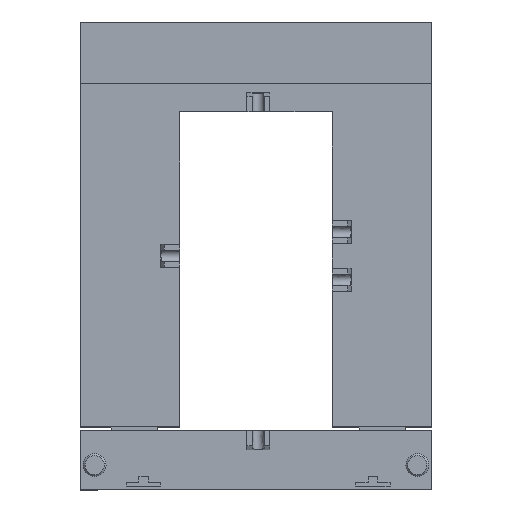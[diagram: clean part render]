
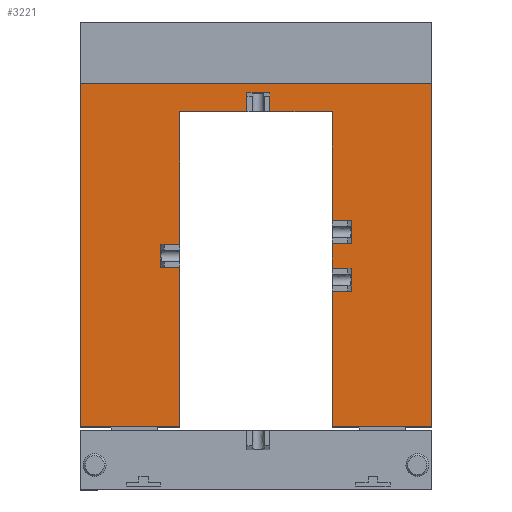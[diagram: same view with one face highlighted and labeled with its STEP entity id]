
A CAD part, top view. The second image highlights one B-rep face of the part: STEP entity #3221.
In plain terms, the highlighted free-form (B-spline) face has degree [1, 1] with [2, 2] control points.
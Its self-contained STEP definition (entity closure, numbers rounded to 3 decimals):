
#1754=CARTESIAN_POINT('',(92.,33.,26.));
#1755=VERTEX_POINT('',#1754);
#1762=CARTESIAN_POINT('',(40.,33.,26.0));
#1763=VERTEX_POINT('',#1762);
#1764=CARTESIAN_POINT('',(40.,33.,26.0));
#1765=DIRECTION('',(1.0,0.0,0.0));
#1766=VECTOR('',#1765,52.);
#1767=LINE('',#1764,#1766);
#1768=EDGE_CURVE('',#1763,#1755,#1767,.T.);
#1803=CARTESIAN_POINT('',(-40.,33.,26.0));
#1804=VERTEX_POINT('',#1803);
#1811=CARTESIAN_POINT('',(-92.,33.,26.));
#1812=VERTEX_POINT('',#1811);
#1813=CARTESIAN_POINT('',(-92.,33.,26.0));
#1814=DIRECTION('',(1.0,0.0,0.0));
#1815=VECTOR('',#1814,52.);
#1816=LINE('',#1813,#1815);
#1817=EDGE_CURVE('',#1812,#1804,#1816,.T.);
#1843=CARTESIAN_POINT('',(40.,197.999,26.0));
#1844=VERTEX_POINT('',#1843);
#1858=CARTESIAN_POINT('',(40.,103.999,26.0));
#1859=VERTEX_POINT('',#1858);
#1860=CARTESIAN_POINT('',(40.,103.999,26.0));
#1861=DIRECTION('',(0.0,-1.0,0.0));
#1862=VECTOR('',#1861,71.);
#1863=LINE('',#1860,#1862);
#1864=EDGE_CURVE('',#1859,#1763,#1863,.T.);
#1915=CARTESIAN_POINT('',(40.,115.999,26.0));
#1916=VERTEX_POINT('',#1915);
#1923=CARTESIAN_POINT('',(40.,129.,26.0));
#1924=VERTEX_POINT('',#1923);
#1925=CARTESIAN_POINT('',(40.,129.,26.0));
#1926=DIRECTION('',(0.0,-1.0,0.0));
#1927=VECTOR('',#1926,13.);
#1928=LINE('',#1925,#1927);
#1929=EDGE_CURVE('',#1924,#1916,#1928,.T.);
#1980=CARTESIAN_POINT('',(40.,141.,26.0));
#1981=VERTEX_POINT('',#1980);
#1988=CARTESIAN_POINT('',(40.,197.999,26.0));
#1989=DIRECTION('',(0.0,-1.0,0.0));
#1990=VECTOR('',#1989,56.999);
#1991=LINE('',#1988,#1990);
#1992=EDGE_CURVE('',#1844,#1981,#1991,.T.);
#2020=CARTESIAN_POINT('',(92.,213.,26.));
#2021=VERTEX_POINT('',#2020);
#2028=CARTESIAN_POINT('',(92.,33.,26.));
#2029=DIRECTION('',(0.0,1.0,0.0));
#2030=VECTOR('',#2029,180.);
#2031=LINE('',#2028,#2030);
#2032=EDGE_CURVE('',#1755,#2021,#2031,.T.);
#2105=CARTESIAN_POINT('',(49.999,103.999,26.0));
#2106=VERTEX_POINT('',#2105);
#2107=CARTESIAN_POINT('',(40.,103.999,26.0));
#2108=DIRECTION('',(1.0,0.0,0.0));
#2109=VECTOR('',#2108,9.999);
#2110=LINE('',#2107,#2109);
#2111=EDGE_CURVE('',#1859,#2106,#2110,.T.);
#2352=CARTESIAN_POINT('',(49.999,115.999,26.0));
#2353=VERTEX_POINT('',#2352);
#2354=CARTESIAN_POINT('',(49.999,103.999,26.0));
#2355=DIRECTION('',(0.0,1.0,0.0));
#2356=VECTOR('',#2355,12.0);
#2357=LINE('',#2354,#2356);
#2358=EDGE_CURVE('',#2106,#2353,#2357,.T.);
#2378=CARTESIAN_POINT('',(49.999,115.999,26.0));
#2379=DIRECTION('',(-1.0,0.0,0.0));
#2380=VECTOR('',#2379,9.999);
#2381=LINE('',#2378,#2380);
#2382=EDGE_CURVE('',#2353,#1916,#2381,.T.);
#2420=CARTESIAN_POINT('',(49.999,129.,26.0));
#2421=VERTEX_POINT('',#2420);
#2428=CARTESIAN_POINT('',(49.999,141.,26.0));
#2429=VERTEX_POINT('',#2428);
#2430=CARTESIAN_POINT('',(49.999,129.,26.0));
#2431=DIRECTION('',(0.0,1.0,0.0));
#2432=VECTOR('',#2431,12.0);
#2433=LINE('',#2430,#2432);
#2434=EDGE_CURVE('',#2421,#2429,#2433,.T.);
#2454=CARTESIAN_POINT('',(49.999,141.,26.0));
#2455=DIRECTION('',(-1.0,0.0,0.0));
#2456=VECTOR('',#2455,9.999);
#2457=LINE('',#2454,#2456);
#2458=EDGE_CURVE('',#2429,#1981,#2457,.T.);
#2469=CARTESIAN_POINT('',(40.,129.,26.0));
#2470=DIRECTION('',(1.0,0.0,0.0));
#2471=VECTOR('',#2470,9.999);
#2472=LINE('',#2469,#2471);
#2473=EDGE_CURVE('',#1924,#2421,#2472,.T.);
#2493=CARTESIAN_POINT('',(-92.,213.,26.));
#2494=VERTEX_POINT('',#2493);
#2501=CARTESIAN_POINT('',(92.,213.,26.));
#2502=DIRECTION('',(-1.0,0.0,0.0));
#2503=VECTOR('',#2502,184.);
#2504=LINE('',#2501,#2503);
#2505=EDGE_CURVE('',#2021,#2494,#2504,.T.);
#2732=CARTESIAN_POINT('',(7.194,207.999,26.0));
#2733=VERTEX_POINT('',#2732);
#2740=CARTESIAN_POINT('',(-4.806,207.999,26.0));
#2741=VERTEX_POINT('',#2740);
#2742=CARTESIAN_POINT('',(-4.806,207.999,26.0));
#2743=DIRECTION('',(1.0,0.0,0.0));
#2744=VECTOR('',#2743,12.0);
#2745=LINE('',#2742,#2744);
#2746=EDGE_CURVE('',#2741,#2733,#2745,.T.);
#2767=CARTESIAN_POINT('',(7.194,197.999,26.0));
#2768=VERTEX_POINT('',#2767);
#2775=CARTESIAN_POINT('',(7.194,207.999,26.0));
#2776=DIRECTION('',(0.0,-1.0,0.0));
#2777=VECTOR('',#2776,10.);
#2778=LINE('',#2775,#2777);
#2779=EDGE_CURVE('',#2733,#2768,#2778,.T.);
#2791=CARTESIAN_POINT('',(-4.806,197.999,26.0));
#2792=VERTEX_POINT('',#2791);
#2793=CARTESIAN_POINT('',(-4.806,197.999,26.0));
#2794=DIRECTION('',(0.0,1.0,0.0));
#2795=VECTOR('',#2794,10.);
#2796=LINE('',#2793,#2795);
#2797=EDGE_CURVE('',#2792,#2741,#2796,.T.);
#2813=CARTESIAN_POINT('',(-40.,197.999,26.0));
#2814=VERTEX_POINT('',#2813);
#2823=CARTESIAN_POINT('',(-40.,128.5,26.0));
#2824=VERTEX_POINT('',#2823);
#2825=CARTESIAN_POINT('',(-40.,197.999,26.0));
#2826=DIRECTION('',(0.0,-1.0,0.0));
#2827=VECTOR('',#2826,69.499);
#2828=LINE('',#2825,#2827);
#2829=EDGE_CURVE('',#2814,#2824,#2828,.T.);
#2880=CARTESIAN_POINT('',(-40.,116.5,26.0));
#2881=VERTEX_POINT('',#2880);
#2888=CARTESIAN_POINT('',(-40.,33.,26.0));
#2889=DIRECTION('',(0.0,1.0,0.0));
#2890=VECTOR('',#2889,83.5);
#2891=LINE('',#2888,#2890);
#2892=EDGE_CURVE('',#1804,#2881,#2891,.T.);
#2910=CARTESIAN_POINT('',(-92.,213.,26.));
#2911=DIRECTION('',(0.0,-1.0,0.0));
#2912=VECTOR('',#2911,180.);
#2913=LINE('',#2910,#2912);
#2914=EDGE_CURVE('',#2494,#1812,#2913,.T.);
#2941=CARTESIAN_POINT('',(-50.,116.5,26.0));
#2942=VERTEX_POINT('',#2941);
#2949=CARTESIAN_POINT('',(-40.,116.5,26.0));
#2950=DIRECTION('',(-1.0,0.0,0.0));
#2951=VECTOR('',#2950,10.);
#2952=LINE('',#2949,#2951);
#2953=EDGE_CURVE('',#2881,#2942,#2952,.T.);
#2966=CARTESIAN_POINT('',(-50.,128.5,26.0));
#2967=VERTEX_POINT('',#2966);
#2981=CARTESIAN_POINT('',(-50.,128.5,26.0));
#2982=DIRECTION('',(1.0,0.0,0.0));
#2983=VECTOR('',#2982,10.);
#2984=LINE('',#2981,#2983);
#2985=EDGE_CURVE('',#2967,#2824,#2984,.T.);
#3012=CARTESIAN_POINT('',(-50.,116.5,26.0));
#3013=DIRECTION('',(0.0,1.0,0.0));
#3014=VECTOR('',#3013,12.);
#3015=LINE('',#3012,#3014);
#3016=EDGE_CURVE('',#2942,#2967,#3015,.T.);
#3166=CARTESIAN_POINT('',(7.194,197.999,26.0));
#3167=DIRECTION('',(1.0,0.0,0.0));
#3168=VECTOR('',#3167,32.806);
#3169=LINE('',#3166,#3168);
#3170=EDGE_CURVE('',#2768,#1844,#3169,.T.);
#3179=CARTESIAN_POINT('',(-4.806,197.999,26.0));
#3180=DIRECTION('',(-1.0,0.0,0.0));
#3181=VECTOR('',#3180,35.194);
#3182=LINE('',#3179,#3181);
#3183=EDGE_CURVE('',#2792,#2814,#3182,.T.);
#3190=CARTESIAN_POINT('',(-92.,213.,26.0));
#3191=CARTESIAN_POINT('',(92.,213.,26.0));
#3192=CARTESIAN_POINT('',(-92.,33.,26.0));
#3193=CARTESIAN_POINT('',(92.,33.,26.0));
#3194=B_SPLINE_SURFACE_WITH_KNOTS('',1,1,((#3190,#3192),(#3191,#3193)),.UNSPECIFIED.,.F.,.F.,.U.,(2,2),(2,2),(0.0,184.),(0.0,180.),.UNSPECIFIED.);
#3195=ORIENTED_EDGE('',*,*,#2505,.T.);
#3196=ORIENTED_EDGE('',*,*,#2914,.T.);
#3197=ORIENTED_EDGE('',*,*,#1817,.T.);
#3198=ORIENTED_EDGE('',*,*,#2892,.T.);
#3199=ORIENTED_EDGE('',*,*,#2953,.T.);
#3200=ORIENTED_EDGE('',*,*,#3016,.T.);
#3201=ORIENTED_EDGE('',*,*,#2985,.T.);
#3202=ORIENTED_EDGE('',*,*,#2829,.F.);
#3203=ORIENTED_EDGE('',*,*,#3183,.F.);
#3204=ORIENTED_EDGE('',*,*,#2797,.T.);
#3205=ORIENTED_EDGE('',*,*,#2746,.T.);
#3206=ORIENTED_EDGE('',*,*,#2779,.T.);
#3207=ORIENTED_EDGE('',*,*,#3170,.T.);
#3208=ORIENTED_EDGE('',*,*,#1992,.T.);
#3209=ORIENTED_EDGE('',*,*,#2458,.F.);
#3210=ORIENTED_EDGE('',*,*,#2434,.F.);
#3211=ORIENTED_EDGE('',*,*,#2473,.F.);
#3212=ORIENTED_EDGE('',*,*,#1929,.T.);
#3213=ORIENTED_EDGE('',*,*,#2382,.F.);
#3214=ORIENTED_EDGE('',*,*,#2358,.F.);
#3215=ORIENTED_EDGE('',*,*,#2111,.F.);
#3216=ORIENTED_EDGE('',*,*,#1864,.T.);
#3217=ORIENTED_EDGE('',*,*,#1768,.T.);
#3218=ORIENTED_EDGE('',*,*,#2032,.T.);
#3219=EDGE_LOOP('',(#3195,#3196,#3197,#3198,#3199,#3200,#3201,#3202,#3203,#3204,#3205,#3206,#3207,#3208,#3209,#3210,#3211,#3212,#3213,#3214,#3215,#3216,#3217,#3218));
#3220=FACE_OUTER_BOUND('',#3219,.T.);
#3221=ADVANCED_FACE('',(#3220),#3194,.F.);
